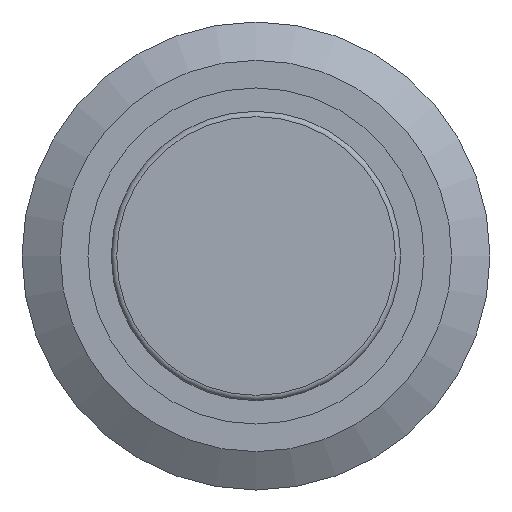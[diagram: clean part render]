
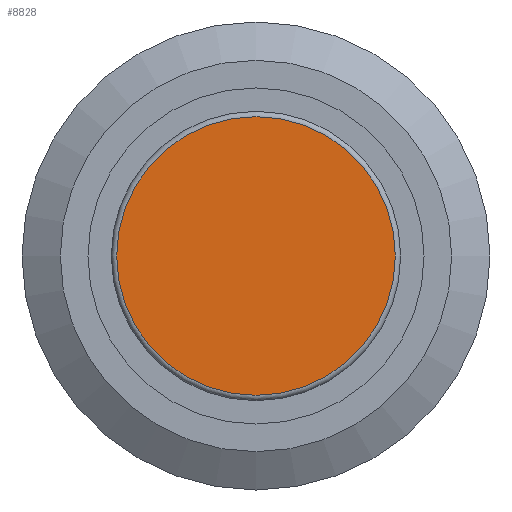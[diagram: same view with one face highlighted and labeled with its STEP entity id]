
A CAD part, left-side view. The second image highlights one B-rep face of the part: STEP entity #8828.
In plain terms, the highlighted planar face has unit normal (-1, 0, 0).
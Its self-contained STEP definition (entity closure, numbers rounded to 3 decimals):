
#8808=CARTESIAN_POINT('',(-2.,6.55,0.0));
#8809=VERTEX_POINT('',#8808);
#8810=CARTESIAN_POINT('',(-2.,0.0,0.0));
#8811=DIRECTION('',(1.0,0.0,0.0));
#8812=DIRECTION('',(0.0,-1.0,0.0));
#8813=AXIS2_PLACEMENT_3D('',#8810,#8811,#8812);
#8814=CIRCLE('',#8813,6.55);
#8815=EDGE_CURVE('',#8809,#8809,#8814,.T.);
#8820=CARTESIAN_POINT('',(-2.,-7.205,7.205));
#8821=DIRECTION('',(1.0,0.0,0.0));
#8822=DIRECTION('',(0.0,0.0,-1.0));
#8823=AXIS2_PLACEMENT_3D('',#8820,#8821,#8822);
#8824=PLANE('',#8823);
#8825=ORIENTED_EDGE('',*,*,#8815,.F.);
#8826=EDGE_LOOP('',(#8825));
#8827=FACE_OUTER_BOUND('',#8826,.T.);
#8828=ADVANCED_FACE('',(#8827),#8824,.F.);
